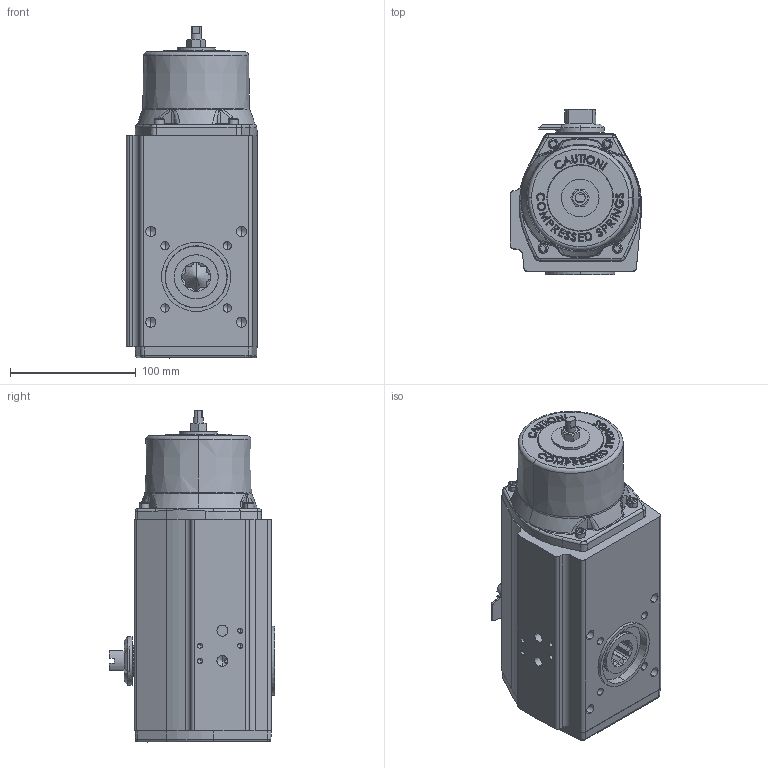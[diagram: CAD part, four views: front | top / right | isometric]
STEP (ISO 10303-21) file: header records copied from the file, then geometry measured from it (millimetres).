
FILE_DESCRIPTION (( 'STEP AP203' ), '1' );
FILE_NAME ('018584_defeature.STEP', '2018-11-07T14:11:46', ( '' ), ( '' ), 'SwSTEP 2.0', 'SolidWorks 2018', '' );
FILE_SCHEMA (( 'CONFIG_CONTROL_DESIGN' ));
Length unit declared in the file: millimetre
Products named in the file (1): 018584_defeature
Bounding box: 104.4 x 131.65 x 263.95 mm (x, y, z)
Volume: 2144387 mm3; surface area: 122986.6 mm2
Topology: 1 solids, 3 shells, 1471 faces, 3394 edges, 1986 vertices
Faces by surface type: bspline 487, cylinder 472, plane 375, cone 86, torus 51
Full cylindrical faces by diameter (mm): 3.5 x1
Entity records: 69053 total; most frequent: CARTESIAN_POINT 40523, ORIENTED_EDGE 6716, DIRECTION 4565, EDGE_CURVE 3358, VERTEX_POINT 1988, EDGE_LOOP 1566, AXIS2_PLACEMENT_3D 1545, LINE 1475
